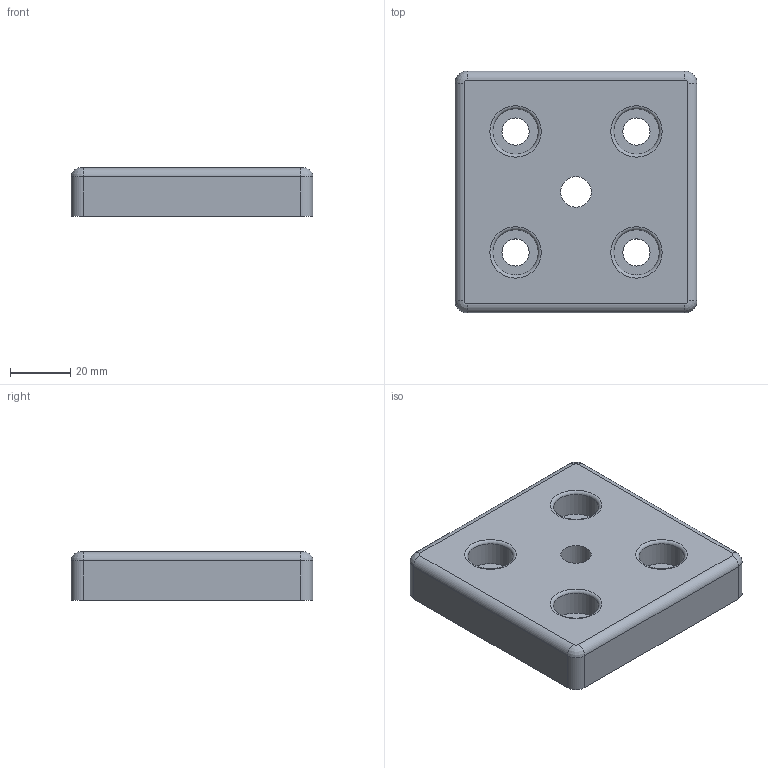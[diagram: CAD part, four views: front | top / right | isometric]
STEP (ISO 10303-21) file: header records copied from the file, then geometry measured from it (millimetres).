
FILE_DESCRIPTION(('FreeCAD Model'),'2;1');
FILE_NAME('Open CASCADE Shape Model','2024-03-20T10:51:01',(''),(''), 'Open CASCADE STEP processor 7.6','FreeCAD','Unknown');
FILE_SCHEMA(('AUTOMOTIVE_DESIGN { 1 0 10303 214 1 1 1 1 }'));
Length unit declared in the file: millimetre
Products named in the file (1): STI8-PB8080M12
Bounding box: 80 x 80 x 16 mm (x, y, z)
Volume: 58543.3 mm3; surface area: 29084.2 mm2
Topology: 1 solids, 1 shells, 123 faces, 315 edges, 206 vertices
Faces by surface type: cylinder 73, plane 42, revolution 4, torus 4
Full cylindrical faces by diameter (mm): 9 x4, 10.106 x1, 15 x4
Entity records: 7975 total; most frequent: CARTESIAN_POINT 1356, DIRECTION 1330, LINE 640, VECTOR 640, ORIENTED_EDGE 630, PCURVE 630, DEFINITIONAL_REPRESENTATION 630, EDGE_CURVE 315
